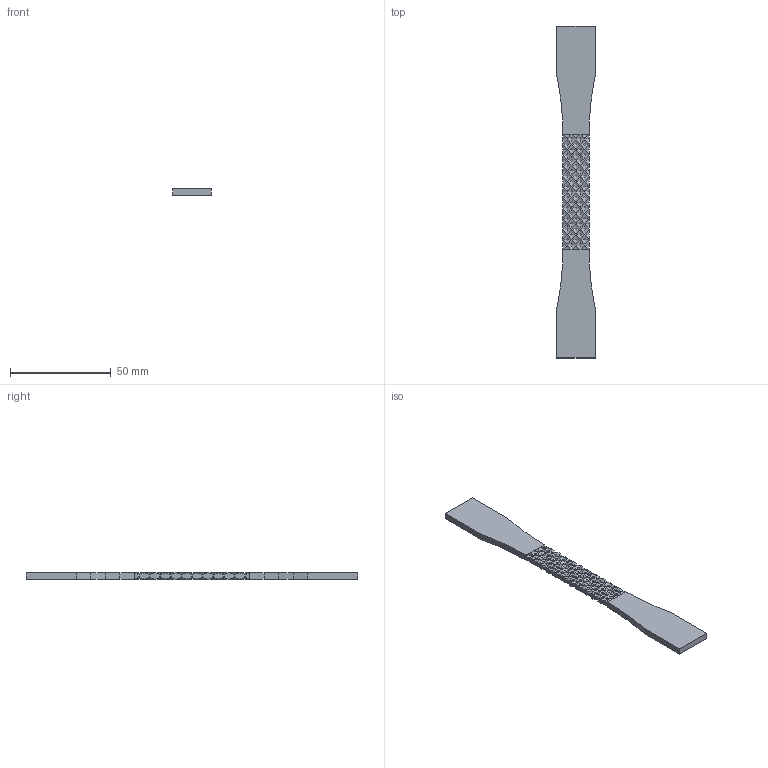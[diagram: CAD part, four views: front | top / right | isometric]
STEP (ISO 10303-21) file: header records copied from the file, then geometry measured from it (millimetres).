
FILE_DESCRIPTION(('FreeCAD Model'),'2;1');
FILE_NAME('Open CASCADE Shape Model','2021-08-03T21:23:35',('FreeCAD'),( 'FreeCAD'),'Open CASCADE STEP processor 7.5','FreeCAD','Unknown');
FILE_SCHEMA(('AUTOMOTIVE_DESIGN { 1 0 10303 214 1 1 1 1 }'));
Products named in the file (1): Open CASCADE STEP translator 7.5 15
Bounding box: 19 x 165 x 3.2 mm (x, y, z)
Volume: 7809.7 mm3; surface area: 6550.9 mm2
Topology: 1 solids, 1 shells, 1182 faces, 2452 edges, 1168 vertices
Faces by surface type: plane 1182
Entity records: 58450 total; most frequent: CARTESIAN_POINT 12107, DIRECTION 7322, LINE 4956, VECTOR 4956, ORIENTED_EDGE 4904, PCURVE 4904, DEFINITIONAL_REPRESENTATION 4904, EDGE_CURVE 2452
